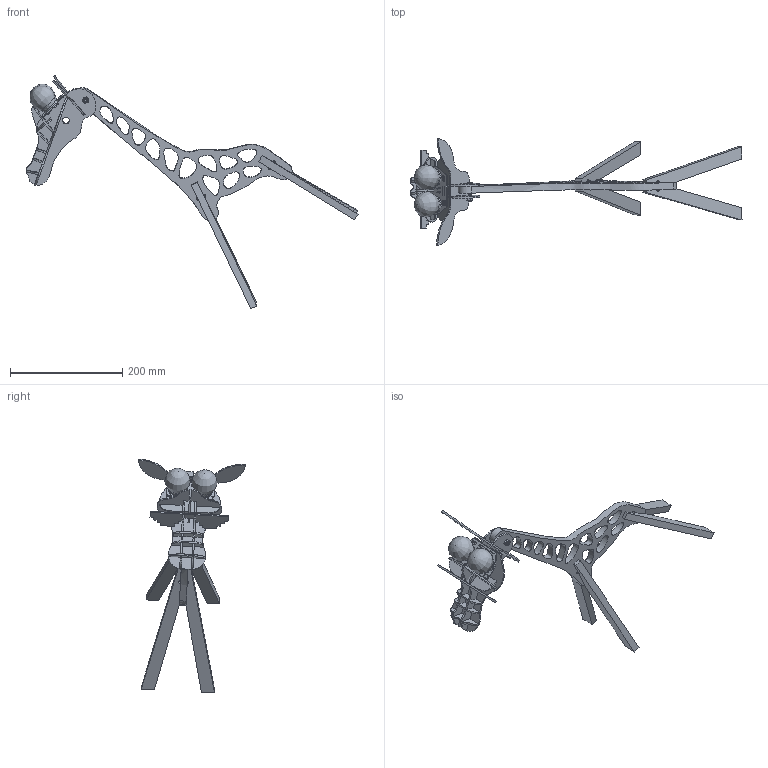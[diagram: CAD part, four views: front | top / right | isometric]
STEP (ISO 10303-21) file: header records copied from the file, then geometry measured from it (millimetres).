
FILE_DESCRIPTION(/* description */ (''),/* implementation_level */ '2;1');
FILE_NAME(/* name */ 'Versão Final (Eletrônica & Bulbo) v3.step',/* time_stamp */ '2021-04-15T17:01:11-03:00',/* author */ (''),/* organization */ (''),/* preprocessor_version */ 'ST-DEVELOPER v18.1',/* originating_system */ 'Autodesk Translation Framework v10.6.0.1341',/* authorisation */ '');
FILE_SCHEMA (('AUTOMOTIVE_DESIGN { 1 0 10303 214 3 1 1 }'));
Length unit declared in the file: millimetre
Products named in the file (27): Giraffe Lamp; Body; Front legs; Rear legs; Head; 3e_corne_2; Face_2; Museau_1; Museau_2; Nez; Oreilles; Face_1; Yeux_&_3e_corne; Front; Thug Life glasses; 91460A332_METRIC CHEESE HEAD SLOTTED MACHINE SCREW; 90592A016_STEEL HEX NUT; PCB LEDs v32; Board (1); 1X01; 330R; MA07-1; CLEAR; PVA2R; MICRO; Modified Bulb Lamp; Modified Bulb Lamp v3(Mirror)
Assembly tree (35 placements, depth 3):
  Giraffe Lamp
    Body
    Front legs
    Rear legs
    Head
      Face_1  x2
      3e_corne_2
      Face_2
      Museau_1
      Museau_2
      Nez
      Yeux_&_3e_corne  x2
      Oreilles
      Front
      Thug Life glasses
    91460A332_METRIC CHEESE HEAD SLOTTED MACHINE SCREW
    90592A016_STEEL HEX NUT
    PCB LEDs v32
      Board (1)
      1X01  x2
      330R  x6
      MA07-1
      CLEAR  x2
      PVA2R
      MICRO
    Modified Bulb Lamp
    Modified Bulb Lamp v3(Mirror)
Bounding box: 590.39 x 189.87 x 415.99 mm (x, y, z)
Volume: 580392.1 mm3; surface area: 265494.4 mm2
Topology: 34 solids, 34 shells, 793 faces, 2139 edges, 1414 vertices
Faces by surface type: plane 425, cylinder 312, bspline 26, cone 23, sphere 4, torus 3
Full cylindrical faces by diameter (mm): 0.762 x8, 0.813 x18, 1.016 x9, 1.3 x2, 6 x3, 12 x2, 25.5 x2, 30.7 x2
Entity records: 30473 total; most frequent: CARTESIAN_POINT 12892, ORIENTED_EDGE 3686, DIRECTION 3304, EDGE_CURVE 1843, VERTEX_POINT 1222, AXIS2_PLACEMENT_3D 1109, LINE 1086, VECTOR 1086
